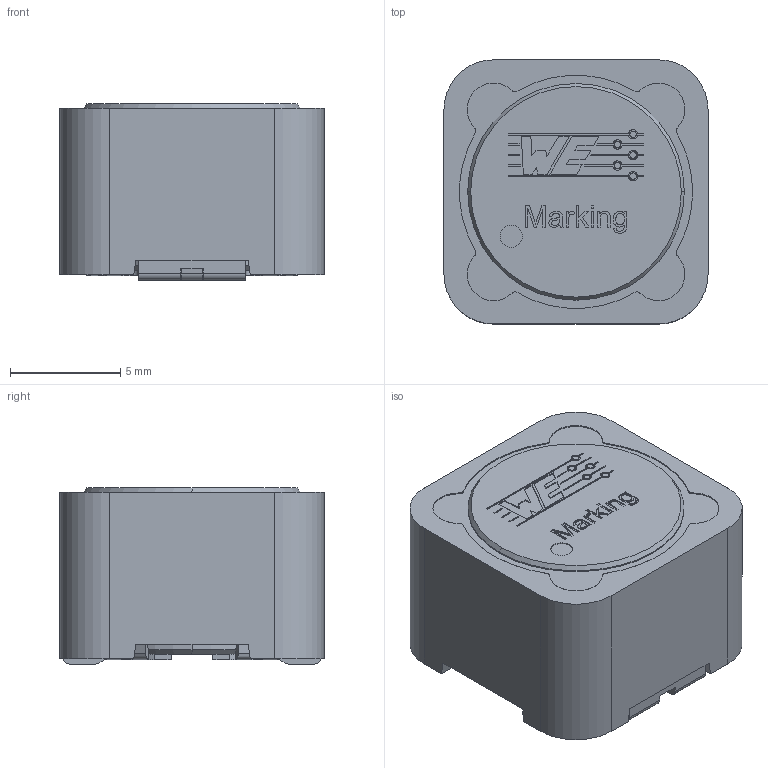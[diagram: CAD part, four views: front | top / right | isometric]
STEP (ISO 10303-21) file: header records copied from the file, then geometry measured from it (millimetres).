
FILE_DESCRIPTION (( 'STEP AP214' ), '1' );
FILE_NAME ('74477030.STEP', '2022-07-18T11:45:33', ( '' ), ( '' ), 'SwSTEP 2.0', 'SolidWorks 2018', '' );
FILE_SCHEMA (( 'AUTOMOTIVE_DESIGN' ));
Length unit declared in the file: millimetre
Products named in the file (1): 74477030
Bounding box: 12 x 12 x 8 mm (x, y, z)
Volume: 685 mm3; surface area: 1433.6 mm2
Topology: 4 solids, 4 shells, 469 faces, 1279 edges, 846 vertices
Faces by surface type: plane 277, cylinder 147, bspline 39, cone 4, torus 2
Entity records: 20673 total; most frequent: CARTESIAN_POINT 3548, ORIENTED_EDGE 2558, DIRECTION 2367, EDGE_CURVE 1279, LINE 881, VECTOR 881, VERTEX_POINT 846, AXIS2_PLACEMENT_3D 743
